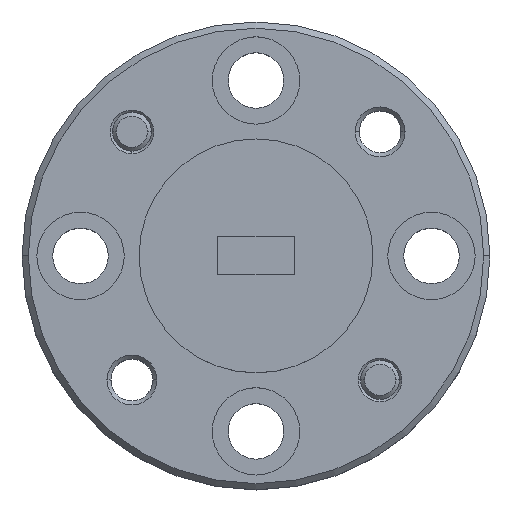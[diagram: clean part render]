
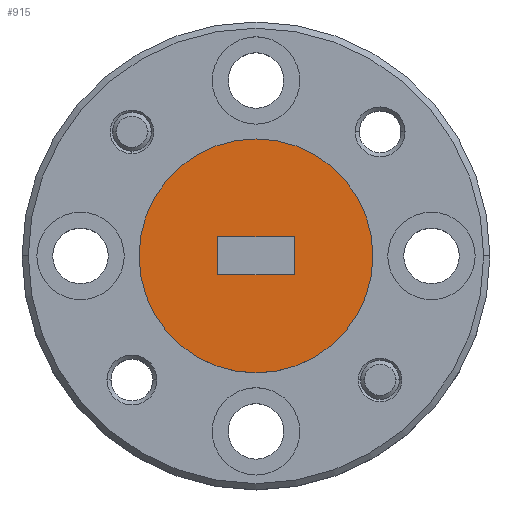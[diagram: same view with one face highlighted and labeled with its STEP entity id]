
A CAD part, top view. The second image highlights one B-rep face of the part: STEP entity #915.
In plain terms, the highlighted planar face has unit normal (0, 0, 1).
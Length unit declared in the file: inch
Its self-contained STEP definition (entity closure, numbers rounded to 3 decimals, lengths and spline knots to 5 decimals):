
#18 = CARTESIAN_POINT ( 'NONE',  ( 0., 0., 0.16 ) ) ;
#37 = CARTESIAN_POINT ( 'NONE',  ( -0.061, 0., 0.16 ) ) ;
#91 = AXIS2_PLACEMENT_3D ( 'NONE', #18, #1552, #1403 ) ;
#110 = FACE_OUTER_BOUND ( 'NONE', #1529, .T. ) ;
#121 = CARTESIAN_POINT ( 'NONE',  ( 0., -0.0305, 0.16 ) ) ;
#126 = VERTEX_POINT ( 'NONE', #1806 ) ;
#178 = ORIENTED_EDGE ( 'NONE', *, *, #539, .T. ) ;
#251 = VECTOR ( 'NONE', #1574, 39.37008 ) ;
#304 = ORIENTED_EDGE ( 'NONE', *, *, #621, .F. ) ;
#375 = EDGE_CURVE ( 'NONE', #126, #1644, #712, .T. ) ;
#380 = ORIENTED_EDGE ( 'NONE', *, *, #1160, .T. ) ;
#397 = CARTESIAN_POINT ( 'NONE',  ( 0.061, -0.0305, 0.16 ) ) ;
#407 = DIRECTION ( 'NONE',  ( 1., 0., 0. ) ) ;
#421 = LINE ( 'NONE', #1618, #739 ) ;
#444 = DIRECTION ( 'NONE',  ( 0., -1., 0. ) ) ;
#515 = DIRECTION ( 'NONE',  ( 0., 0., -1. ) ) ;
#539 = EDGE_CURVE ( 'NONE', #1349, #1537, #421, .T. ) ;
#621 = EDGE_CURVE ( 'NONE', #1644, #126, #1466, .T. ) ;
#712 = CIRCLE ( 'NONE', #1429, 0.1875 ) ;
#732 = PLANE ( 'NONE',  #91 ) ;
#733 = CARTESIAN_POINT ( 'NONE',  ( 0., 0., 0.16 ) ) ;
#739 = VECTOR ( 'NONE', #407, 39.37008 ) ;
#875 = VECTOR ( 'NONE', #2013, 39.37008 ) ;
#890 = ORIENTED_EDGE ( 'NONE', *, *, #375, .F. ) ;
#915 = ADVANCED_FACE ( 'NONE', ( #110, #1379 ), #732, .T. ) ;
#989 = VERTEX_POINT ( 'NONE', #397 ) ;
#1079 = DIRECTION ( 'NONE',  ( -1., 0., 0. ) ) ;
#1139 = CARTESIAN_POINT ( 'NONE',  ( 0.061, 0., 0.16 ) ) ;
#1140 = VERTEX_POINT ( 'NONE', #1812 ) ;
#1160 = EDGE_CURVE ( 'NONE', #1537, #989, #1170, .T. ) ;
#1162 = ORIENTED_EDGE ( 'NONE', *, *, #1915, .T. ) ;
#1170 = LINE ( 'NONE', #1139, #1510 ) ;
#1349 = VERTEX_POINT ( 'NONE', #1985 ) ;
#1379 = FACE_BOUND ( 'NONE', #1508, .T. ) ;
#1403 = DIRECTION ( 'NONE',  ( 1., 0., 0. ) ) ;
#1429 = AXIS2_PLACEMENT_3D ( 'NONE', #1944, #1739, #1079 ) ;
#1456 = ORIENTED_EDGE ( 'NONE', *, *, #1731, .T. ) ;
#1466 = CIRCLE ( 'NONE', #1854, 0.1875 ) ;
#1508 = EDGE_LOOP ( 'NONE', ( #380, #1162, #1456, #178 ) ) ;
#1510 = VECTOR ( 'NONE', #444, 39.37008 ) ;
#1529 = EDGE_LOOP ( 'NONE', ( #304, #890 ) ) ;
#1537 = VERTEX_POINT ( 'NONE', #2197 ) ;
#1552 = DIRECTION ( 'NONE',  ( 0., 0., 1. ) ) ;
#1574 = DIRECTION ( 'NONE',  ( 0., 1., 0. ) ) ;
#1618 = CARTESIAN_POINT ( 'NONE',  ( 0., 0.0305, 0.16 ) ) ;
#1644 = VERTEX_POINT ( 'NONE', #2239 ) ;
#1731 = EDGE_CURVE ( 'NONE', #1140, #1349, #2135, .T. ) ;
#1739 = DIRECTION ( 'NONE',  ( 0., 0., -1. ) ) ;
#1788 = LINE ( 'NONE', #121, #875 ) ;
#1806 = CARTESIAN_POINT ( 'NONE',  ( 0.1875, 0., 0.16 ) ) ;
#1812 = CARTESIAN_POINT ( 'NONE',  ( -0.061, -0.0305, 0.16 ) ) ;
#1854 = AXIS2_PLACEMENT_3D ( 'NONE', #733, #515, #2234 ) ;
#1915 = EDGE_CURVE ( 'NONE', #989, #1140, #1788, .T. ) ;
#1944 = CARTESIAN_POINT ( 'NONE',  ( 0., 0., 0.16 ) ) ;
#1985 = CARTESIAN_POINT ( 'NONE',  ( -0.061, 0.0305, 0.16 ) ) ;
#2013 = DIRECTION ( 'NONE',  ( -1., 0., 0. ) ) ;
#2135 = LINE ( 'NONE', #37, #251 ) ;
#2197 = CARTESIAN_POINT ( 'NONE',  ( 0.061, 0.0305, 0.16 ) ) ;
#2234 = DIRECTION ( 'NONE',  ( -1., 0., 0. ) ) ;
#2239 = CARTESIAN_POINT ( 'NONE',  ( -0.1875, 0., 0.16 ) ) ;
